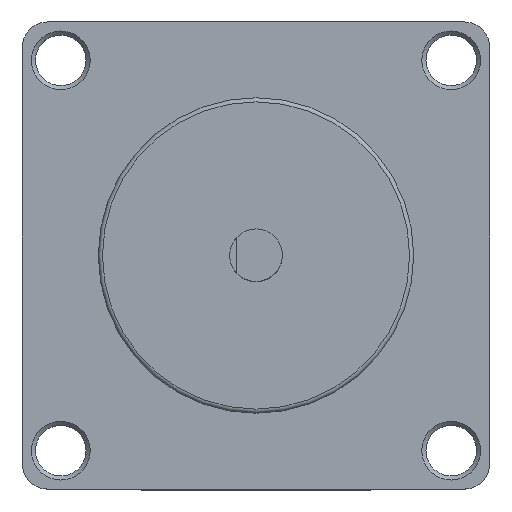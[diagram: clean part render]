
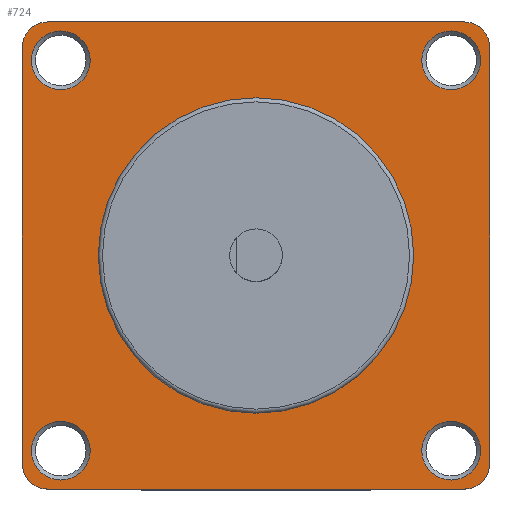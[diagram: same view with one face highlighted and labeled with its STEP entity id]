
A CAD part, top view. The second image highlights one B-rep face of the part: STEP entity #724.
In plain terms, the highlighted planar face has unit normal (0, 0, 1).
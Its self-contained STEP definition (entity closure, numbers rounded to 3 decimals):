
#280 = VERTEX_POINT('',#281);
#281 = CARTESIAN_POINT('',(-25.2,28.2,5.));
#287 = EDGE_CURVE('',#280,#288,#290,.T.);
#288 = VERTEX_POINT('',#289);
#289 = CARTESIAN_POINT('',(25.2,28.2,5.));
#290 = LINE('',#291,#292);
#291 = CARTESIAN_POINT('',(-28.2,28.2,5.));
#292 = VECTOR('',#293,1.);
#293 = DIRECTION('',(1.,0.,0.));
#338 = VERTEX_POINT('',#339);
#339 = CARTESIAN_POINT('',(-28.2,-25.2,5.));
#345 = EDGE_CURVE('',#338,#346,#348,.T.);
#346 = VERTEX_POINT('',#347);
#347 = CARTESIAN_POINT('',(-28.2,25.2,5.));
#348 = LINE('',#349,#350);
#349 = CARTESIAN_POINT('',(-28.2,-28.2,5.));
#350 = VECTOR('',#351,1.);
#351 = DIRECTION('',(0.,1.,0.));
#378 = EDGE_CURVE('',#280,#346,#379,.T.);
#379 = CIRCLE('',#380,3.);
#380 = AXIS2_PLACEMENT_3D('',#381,#382,#383);
#381 = CARTESIAN_POINT('',(-25.2,25.2,5.));
#382 = DIRECTION('',(-0.,0.,1.));
#383 = DIRECTION('',(0.,-1.,0.));
#705 = VERTEX_POINT('',#706);
#706 = CARTESIAN_POINT('',(28.2,25.2,5.));
#712 = EDGE_CURVE('',#288,#705,#713,.T.);
#713 = CIRCLE('',#714,3.);
#714 = AXIS2_PLACEMENT_3D('',#715,#716,#717);
#715 = CARTESIAN_POINT('',(25.2,25.2,5.));
#716 = DIRECTION('',(-0.,-0.,-1.));
#717 = DIRECTION('',(0.,-1.,0.));
#724 = ADVANCED_FACE('',(#725,#763,#774,#785,#796,#807),#818,.F.);
#725 = FACE_BOUND('',#726,.F.);
#726 = EDGE_LOOP('',(#727,#728,#729,#737,#746,#754,#761,#762));
#727 = ORIENTED_EDGE('',*,*,#287,.T.);
#728 = ORIENTED_EDGE('',*,*,#712,.T.);
#729 = ORIENTED_EDGE('',*,*,#730,.T.);
#730 = EDGE_CURVE('',#705,#731,#733,.T.);
#731 = VERTEX_POINT('',#732);
#732 = CARTESIAN_POINT('',(28.2,-25.2,5.));
#733 = LINE('',#734,#735);
#734 = CARTESIAN_POINT('',(28.2,28.2,5.));
#735 = VECTOR('',#736,1.);
#736 = DIRECTION('',(0.,-1.,0.));
#737 = ORIENTED_EDGE('',*,*,#738,.T.);
#738 = EDGE_CURVE('',#731,#739,#741,.T.);
#739 = VERTEX_POINT('',#740);
#740 = CARTESIAN_POINT('',(25.2,-28.2,5.));
#741 = CIRCLE('',#742,3.);
#742 = AXIS2_PLACEMENT_3D('',#743,#744,#745);
#743 = CARTESIAN_POINT('',(25.2,-25.2,5.));
#744 = DIRECTION('',(-0.,-0.,-1.));
#745 = DIRECTION('',(0.,-1.,0.));
#746 = ORIENTED_EDGE('',*,*,#747,.T.);
#747 = EDGE_CURVE('',#739,#748,#750,.T.);
#748 = VERTEX_POINT('',#749);
#749 = CARTESIAN_POINT('',(-25.2,-28.2,5.));
#750 = LINE('',#751,#752);
#751 = CARTESIAN_POINT('',(28.2,-28.2,5.));
#752 = VECTOR('',#753,1.);
#753 = DIRECTION('',(-1.,0.,0.));
#754 = ORIENTED_EDGE('',*,*,#755,.T.);
#755 = EDGE_CURVE('',#748,#338,#756,.T.);
#756 = CIRCLE('',#757,3.);
#757 = AXIS2_PLACEMENT_3D('',#758,#759,#760);
#758 = CARTESIAN_POINT('',(-25.2,-25.2,5.));
#759 = DIRECTION('',(-0.,-0.,-1.));
#760 = DIRECTION('',(0.,-1.,0.));
#761 = ORIENTED_EDGE('',*,*,#345,.T.);
#762 = ORIENTED_EDGE('',*,*,#378,.F.);
#763 = FACE_BOUND('',#764,.F.);
#764 = EDGE_LOOP('',(#765));
#765 = ORIENTED_EDGE('',*,*,#766,.T.);
#766 = EDGE_CURVE('',#767,#767,#769,.T.);
#767 = VERTEX_POINT('',#768);
#768 = CARTESIAN_POINT('',(27.12,-23.57,5.));
#769 = CIRCLE('',#770,3.55);
#770 = AXIS2_PLACEMENT_3D('',#771,#772,#773);
#771 = CARTESIAN_POINT('',(23.57,-23.57,5.));
#772 = DIRECTION('',(0.,0.,1.));
#773 = DIRECTION('',(1.,0.,0.));
#774 = FACE_BOUND('',#775,.F.);
#775 = EDGE_LOOP('',(#776));
#776 = ORIENTED_EDGE('',*,*,#777,.T.);
#777 = EDGE_CURVE('',#778,#778,#780,.T.);
#778 = VERTEX_POINT('',#779);
#779 = CARTESIAN_POINT('',(19.05,0.,5.));
#780 = CIRCLE('',#781,19.05);
#781 = AXIS2_PLACEMENT_3D('',#782,#783,#784);
#782 = CARTESIAN_POINT('',(0.,0.,5.));
#783 = DIRECTION('',(0.,0.,1.));
#784 = DIRECTION('',(1.,0.,0.));
#785 = FACE_BOUND('',#786,.F.);
#786 = EDGE_LOOP('',(#787));
#787 = ORIENTED_EDGE('',*,*,#788,.T.);
#788 = EDGE_CURVE('',#789,#789,#791,.T.);
#789 = VERTEX_POINT('',#790);
#790 = CARTESIAN_POINT('',(-20.02,-23.57,5.));
#791 = CIRCLE('',#792,3.55);
#792 = AXIS2_PLACEMENT_3D('',#793,#794,#795);
#793 = CARTESIAN_POINT('',(-23.57,-23.57,5.));
#794 = DIRECTION('',(0.,0.,1.));
#795 = DIRECTION('',(1.,0.,0.));
#796 = FACE_BOUND('',#797,.F.);
#797 = EDGE_LOOP('',(#798));
#798 = ORIENTED_EDGE('',*,*,#799,.T.);
#799 = EDGE_CURVE('',#800,#800,#802,.T.);
#800 = VERTEX_POINT('',#801);
#801 = CARTESIAN_POINT('',(27.12,23.57,5.));
#802 = CIRCLE('',#803,3.55);
#803 = AXIS2_PLACEMENT_3D('',#804,#805,#806);
#804 = CARTESIAN_POINT('',(23.57,23.57,5.));
#805 = DIRECTION('',(0.,0.,1.));
#806 = DIRECTION('',(1.,0.,0.));
#807 = FACE_BOUND('',#808,.F.);
#808 = EDGE_LOOP('',(#809));
#809 = ORIENTED_EDGE('',*,*,#810,.T.);
#810 = EDGE_CURVE('',#811,#811,#813,.T.);
#811 = VERTEX_POINT('',#812);
#812 = CARTESIAN_POINT('',(-20.02,23.57,5.));
#813 = CIRCLE('',#814,3.55);
#814 = AXIS2_PLACEMENT_3D('',#815,#816,#817);
#815 = CARTESIAN_POINT('',(-23.57,23.57,5.));
#816 = DIRECTION('',(0.,0.,1.));
#817 = DIRECTION('',(1.,0.,0.));
#818 = PLANE('',#819);
#819 = AXIS2_PLACEMENT_3D('',#820,#821,#822);
#820 = CARTESIAN_POINT('',(0.,0.,5.));
#821 = DIRECTION('',(-0.,-0.,-1.));
#822 = DIRECTION('',(-1.,0.,0.));
